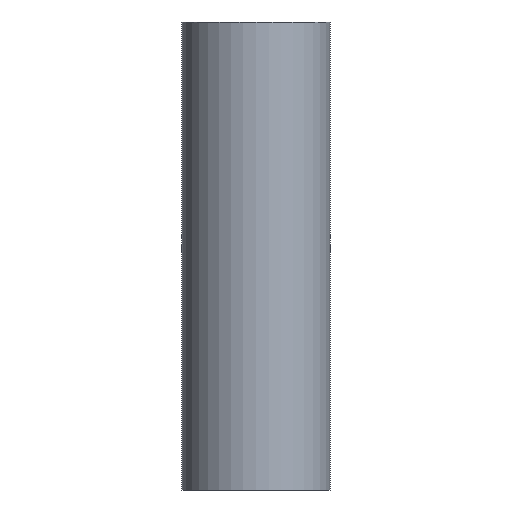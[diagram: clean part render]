
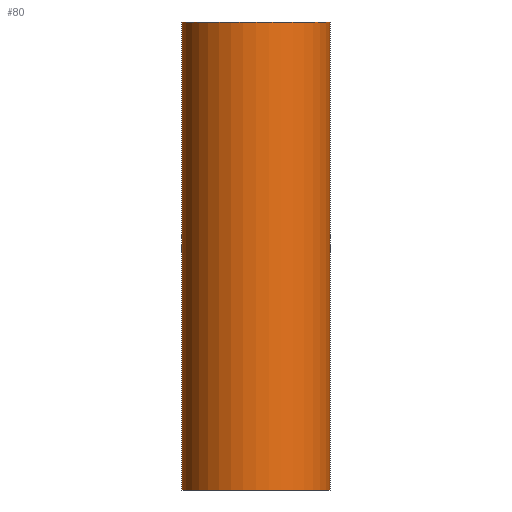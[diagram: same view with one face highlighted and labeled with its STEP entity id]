
A CAD part, front view. The second image highlights one B-rep face of the part: STEP entity #80.
In plain terms, the highlighted cylindrical face has radius 1.9 mm (diameter 3.8 mm), a partial arc.
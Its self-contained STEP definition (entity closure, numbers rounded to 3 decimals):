
#1 = VERTEX_POINT ( 'NONE', #119 ) ;
#2 = VERTEX_POINT ( 'NONE', #49 ) ;
#3 = EDGE_CURVE ( 'NONE', #28, #2, #104, .T. ) ;
#7 = CYLINDRICAL_SURFACE ( 'NONE', #114, 1.9 ) ;
#14 = CARTESIAN_POINT ( 'NONE',  ( 0., 0., 0. ) ) ;
#18 = CARTESIAN_POINT ( 'NONE',  ( -1.9, 0., 12. ) ) ;
#22 = CARTESIAN_POINT ( 'NONE',  ( 0., 0., 12. ) ) ;
#24 = DIRECTION ( 'NONE',  ( 0., 0., 1. ) ) ;
#26 = VECTOR ( 'NONE', #116, 1000. ) ;
#28 = VERTEX_POINT ( 'NONE', #18 ) ;
#30 = CIRCLE ( 'NONE', #33, 1.9 ) ;
#33 = AXIS2_PLACEMENT_3D ( 'NONE', #91, #24, #55 ) ;
#41 = VECTOR ( 'NONE', #169, 1000. ) ;
#43 = DIRECTION ( 'NONE',  ( 1., 0., 0. ) ) ;
#47 = ORIENTED_EDGE ( 'NONE', *, *, #141, .F. ) ;
#49 = CARTESIAN_POINT ( 'NONE',  ( -1.9, 0., 0. ) ) ;
#55 = DIRECTION ( 'NONE',  ( 1., 0., 0. ) ) ;
#61 = VERTEX_POINT ( 'NONE', #89 ) ;
#73 = ORIENTED_EDGE ( 'NONE', *, *, #174, .T. ) ;
#80 = ADVANCED_FACE ( 'NONE', ( #153 ), #7, .T. ) ;
#86 = ORIENTED_EDGE ( 'NONE', *, *, #3, .T. ) ;
#89 = CARTESIAN_POINT ( 'NONE',  ( 1.9, 0., 0. ) ) ;
#91 = CARTESIAN_POINT ( 'NONE',  ( 0., 0., 12. ) ) ;
#94 = LINE ( 'NONE', #110, #41 ) ;
#100 = CIRCLE ( 'NONE', #184, 1.9 ) ;
#104 = LINE ( 'NONE', #150, #26 ) ;
#110 = CARTESIAN_POINT ( 'NONE',  ( 1.9, 0., 12. ) ) ;
#112 = DIRECTION ( 'NONE',  ( 0., 0., 1. ) ) ;
#114 = AXIS2_PLACEMENT_3D ( 'NONE', #22, #123, #152 ) ;
#116 = DIRECTION ( 'NONE',  ( 0., 0., -1. ) ) ;
#117 = EDGE_LOOP ( 'NONE', ( #136, #47, #86, #73 ) ) ;
#119 = CARTESIAN_POINT ( 'NONE',  ( 1.9, 0., 12. ) ) ;
#123 = DIRECTION ( 'NONE',  ( 0., 0., -1. ) ) ;
#136 = ORIENTED_EDGE ( 'NONE', *, *, #178, .F. ) ;
#141 = EDGE_CURVE ( 'NONE', #28, #1, #30, .T. ) ;
#150 = CARTESIAN_POINT ( 'NONE',  ( -1.9, 0., 12. ) ) ;
#152 = DIRECTION ( 'NONE',  ( -1., 0., 0. ) ) ;
#153 = FACE_OUTER_BOUND ( 'NONE', #117, .T. ) ;
#169 = DIRECTION ( 'NONE',  ( 0., 0., -1. ) ) ;
#174 = EDGE_CURVE ( 'NONE', #2, #61, #100, .T. ) ;
#178 = EDGE_CURVE ( 'NONE', #1, #61, #94, .T. ) ;
#184 = AXIS2_PLACEMENT_3D ( 'NONE', #14, #112, #43 ) ;
